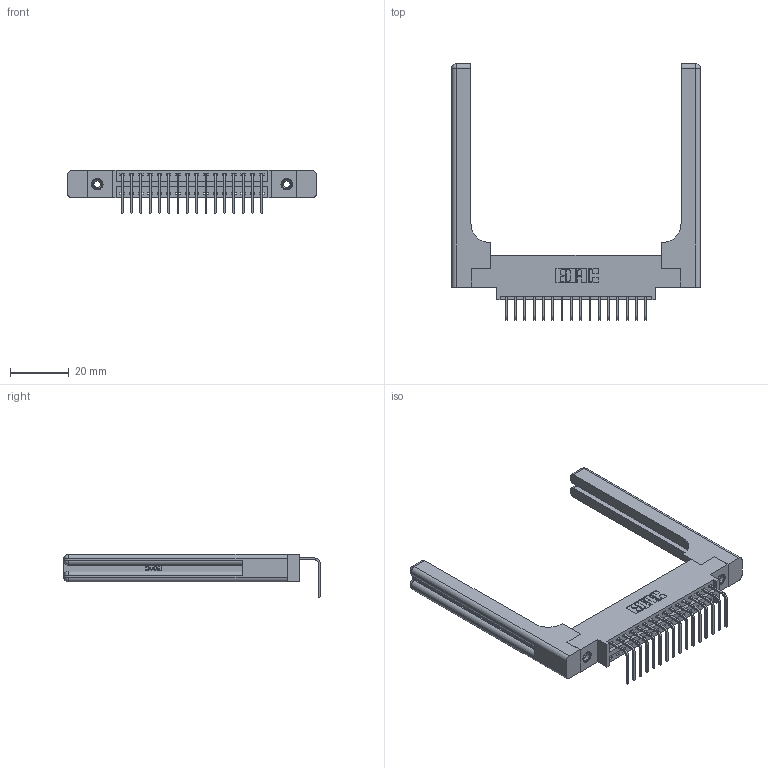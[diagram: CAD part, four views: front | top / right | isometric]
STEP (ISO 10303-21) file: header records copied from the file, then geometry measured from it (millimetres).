
FILE_DESCRIPTION (( 'STEP AP203' ), '1' );
FILE_NAME ('346-016-558-658.STEP', '2022-05-05T11:04:01', ( '' ), ( '' ), 'SwSTEP 2.0', 'SolidWorks 2020', '' );
FILE_SCHEMA (( 'CONFIG_CONTROL_DESIGN' ));
Length unit declared in the file: inch
Products named in the file (5): 345-292-001_558 Tail - 2; 346-220-058_345-220-058; 346 Part_0.170 Offset - 0.156 Dia-TH; 345-250-001_345-250-001-102; 346-016-558-658
Assembly tree (21 placements, depth 2):
  346-016-558-658
    346 Part_0.170 Offset - 0.156 Dia-TH
    345-292-001_558 Tail - 2  x16
    345-250-001_345-250-001-102  x2
    346-220-058_345-220-058  x2
Bounding box: 84.86 x 87.44 x 14.73 mm (x, y, z)
Volume: 15343 mm3; surface area: 15179.3 mm2
Topology: 21 solids, 21 shells, 1356 faces, 3955 edges, 2594 vertices
Faces by surface type: plane 914, cylinder 382, bspline 36, cone 12, sphere 8, torus 4
Entity records: 19244 total; most frequent: CARTESIAN_POINT 4291, ORIENTED_EDGE 3036, DIRECTION 2746, EDGE_CURVE 1518, VECTOR 1230, LINE 1230, VERTEX_POINT 1002, AXIS2_PLACEMENT_3D 758
